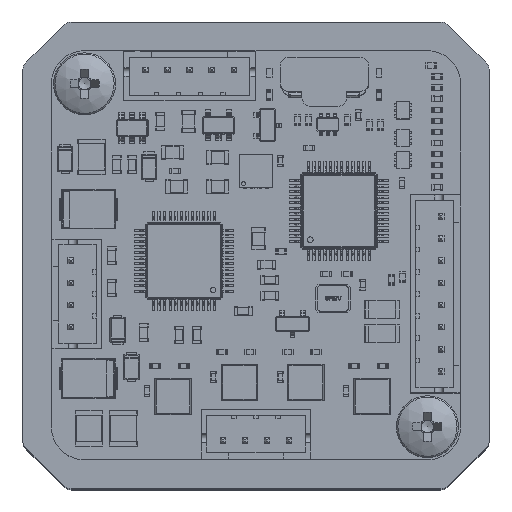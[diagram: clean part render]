
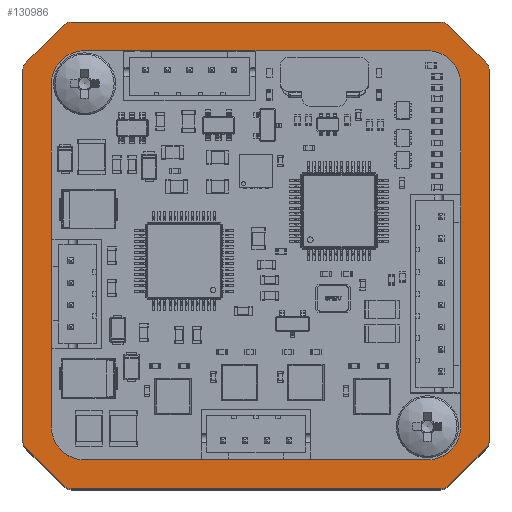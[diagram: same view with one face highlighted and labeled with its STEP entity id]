
A CAD part, top view. The second image highlights one B-rep face of the part: STEP entity #130986.
In plain terms, the highlighted planar face has unit normal (0, 0, 1).
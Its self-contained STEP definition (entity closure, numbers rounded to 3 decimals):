
#270=FACE_BOUND('',#45277,.T.);
#271=FACE_BOUND('',#45278,.T.);
#272=FACE_BOUND('',#45279,.T.);
#273=FACE_BOUND('',#45280,.T.);
#274=FACE_BOUND('',#45281,.T.);
#1065=PLANE('',#138025);
#5876=LINE('',#186914,#21122);
#5879=LINE('',#186922,#21125);
#5881=LINE('',#186929,#21127);
#5884=LINE('',#186937,#21130);
#5887=LINE('',#186945,#21133);
#5891=LINE('',#186954,#21137);
#5894=LINE('',#186962,#21140);
#5897=LINE('',#186970,#21143);
#21122=VECTOR('',#149429,1000.);
#21125=VECTOR('',#149438,1000.);
#21127=VECTOR('',#149446,1000.);
#21130=VECTOR('',#149455,1000.);
#21133=VECTOR('',#149464,1000.);
#21137=VECTOR('',#149474,1000.);
#21140=VECTOR('',#149483,1000.);
#21143=VECTOR('',#149492,1000.);
#38423=FACE_OUTER_BOUND('',#45276,.T.);
#45276=EDGE_LOOP('',(#89937,#89938,#89939,#89940,#89941,#89942,#89943,#89944,
#89945,#89946,#89947,#89948,#89949,#89950,#89951,#89952));
#45277=EDGE_LOOP('',(#89953,#89954));
#45278=EDGE_LOOP('',(#89955,#89956));
#45279=EDGE_LOOP('',(#89957,#89958));
#45280=EDGE_LOOP('',(#89959,#89960));
#45281=EDGE_LOOP('',(#89961,#89962));
#52840=CIRCLE('',#137846,2.);
#52841=CIRCLE('',#137847,2.);
#52848=CIRCLE('',#137856,2.);
#52849=CIRCLE('',#137857,2.);
#52852=CIRCLE('',#137861,4.);
#52853=CIRCLE('',#137862,4.);
#52854=CIRCLE('',#137864,2.);
#52855=CIRCLE('',#137865,2.);
#52856=CIRCLE('',#137867,2.);
#52857=CIRCLE('',#137868,2.);
#52934=CIRCLE('',#138001,1.);
#52935=CIRCLE('',#138004,1.);
#52936=CIRCLE('',#138007,1.);
#52937=CIRCLE('',#138010,1.);
#52938=CIRCLE('',#138013,1.);
#52939=CIRCLE('',#138016,1.);
#52940=CIRCLE('',#138019,1.);
#52941=CIRCLE('',#138022,1.);
#57035=VERTEX_POINT('',#186514);
#57036=VERTEX_POINT('',#186516);
#57043=VERTEX_POINT('',#186534);
#57044=VERTEX_POINT('',#186536);
#57047=VERTEX_POINT('',#186544);
#57048=VERTEX_POINT('',#186546);
#57049=VERTEX_POINT('',#186550);
#57050=VERTEX_POINT('',#186552);
#57051=VERTEX_POINT('',#186556);
#57052=VERTEX_POINT('',#186558);
#57176=VERTEX_POINT('',#186910);
#57177=VERTEX_POINT('',#186912);
#57178=VERTEX_POINT('',#186916);
#57179=VERTEX_POINT('',#186920);
#57180=VERTEX_POINT('',#186924);
#57181=VERTEX_POINT('',#186928);
#57182=VERTEX_POINT('',#186932);
#57183=VERTEX_POINT('',#186936);
#57184=VERTEX_POINT('',#186940);
#57185=VERTEX_POINT('',#186944);
#57186=VERTEX_POINT('',#186948);
#57187=VERTEX_POINT('',#186952);
#57188=VERTEX_POINT('',#186956);
#57189=VERTEX_POINT('',#186960);
#57190=VERTEX_POINT('',#186964);
#57191=VERTEX_POINT('',#186968);
#69876=EDGE_CURVE('',#57035,#57036,#52840,.T.);
#69877=EDGE_CURVE('',#57036,#57035,#52841,.T.);
#69886=EDGE_CURVE('',#57043,#57044,#52848,.T.);
#69887=EDGE_CURVE('',#57044,#57043,#52849,.T.);
#69891=EDGE_CURVE('',#57047,#57048,#52852,.T.);
#69892=EDGE_CURVE('',#57048,#57047,#52853,.T.);
#69894=EDGE_CURVE('',#57049,#57050,#52854,.T.);
#69895=EDGE_CURVE('',#57050,#57049,#52855,.T.);
#69897=EDGE_CURVE('',#57051,#57052,#52856,.T.);
#69898=EDGE_CURVE('',#57052,#57051,#52857,.T.);
#70068=EDGE_CURVE('',#57177,#57176,#5876,.T.);
#70069=EDGE_CURVE('',#57176,#57178,#52934,.T.);
#70072=EDGE_CURVE('',#57178,#57179,#5879,.T.);
#70073=EDGE_CURVE('',#57179,#57180,#52935,.T.);
#70075=EDGE_CURVE('',#57180,#57181,#5881,.T.);
#70077=EDGE_CURVE('',#57181,#57182,#52936,.T.);
#70079=EDGE_CURVE('',#57182,#57183,#5884,.T.);
#70081=EDGE_CURVE('',#57183,#57184,#52937,.T.);
#70083=EDGE_CURVE('',#57184,#57185,#5887,.T.);
#70085=EDGE_CURVE('',#57185,#57186,#52938,.T.);
#70088=EDGE_CURVE('',#57186,#57187,#5891,.T.);
#70089=EDGE_CURVE('',#57187,#57188,#52939,.T.);
#70092=EDGE_CURVE('',#57188,#57189,#5894,.T.);
#70093=EDGE_CURVE('',#57189,#57190,#52940,.T.);
#70096=EDGE_CURVE('',#57190,#57191,#5897,.T.);
#70097=EDGE_CURVE('',#57191,#57177,#52941,.T.);
#89937=ORIENTED_EDGE('',*,*,#70073,.F.);
#89938=ORIENTED_EDGE('',*,*,#70072,.F.);
#89939=ORIENTED_EDGE('',*,*,#70069,.F.);
#89940=ORIENTED_EDGE('',*,*,#70068,.F.);
#89941=ORIENTED_EDGE('',*,*,#70097,.F.);
#89942=ORIENTED_EDGE('',*,*,#70096,.F.);
#89943=ORIENTED_EDGE('',*,*,#70093,.F.);
#89944=ORIENTED_EDGE('',*,*,#70092,.F.);
#89945=ORIENTED_EDGE('',*,*,#70089,.F.);
#89946=ORIENTED_EDGE('',*,*,#70088,.F.);
#89947=ORIENTED_EDGE('',*,*,#70085,.F.);
#89948=ORIENTED_EDGE('',*,*,#70083,.F.);
#89949=ORIENTED_EDGE('',*,*,#70081,.F.);
#89950=ORIENTED_EDGE('',*,*,#70079,.F.);
#89951=ORIENTED_EDGE('',*,*,#70077,.F.);
#89952=ORIENTED_EDGE('',*,*,#70075,.F.);
#89953=ORIENTED_EDGE('',*,*,#69892,.F.);
#89954=ORIENTED_EDGE('',*,*,#69891,.F.);
#89955=ORIENTED_EDGE('',*,*,#69895,.F.);
#89956=ORIENTED_EDGE('',*,*,#69894,.F.);
#89957=ORIENTED_EDGE('',*,*,#69877,.F.);
#89958=ORIENTED_EDGE('',*,*,#69876,.F.);
#89959=ORIENTED_EDGE('',*,*,#69887,.F.);
#89960=ORIENTED_EDGE('',*,*,#69886,.F.);
#89961=ORIENTED_EDGE('',*,*,#69898,.F.);
#89962=ORIENTED_EDGE('',*,*,#69897,.F.);
#130986=ADVANCED_FACE('',(#38423,#270,#271,#272,#273,#274),#1065,.F.);
#137846=AXIS2_PLACEMENT_3D('',#186517,#149025,#149026);
#137847=AXIS2_PLACEMENT_3D('',#186518,#149027,#149028);
#137856=AXIS2_PLACEMENT_3D('',#186537,#149047,#149048);
#137857=AXIS2_PLACEMENT_3D('',#186538,#149049,#149050);
#137861=AXIS2_PLACEMENT_3D('',#186547,#149058,#149059);
#137862=AXIS2_PLACEMENT_3D('',#186548,#149060,#149061);
#137864=AXIS2_PLACEMENT_3D('',#186553,#149065,#149066);
#137865=AXIS2_PLACEMENT_3D('',#186554,#149067,#149068);
#137867=AXIS2_PLACEMENT_3D('',#186559,#149072,#149073);
#137868=AXIS2_PLACEMENT_3D('',#186560,#149074,#149075);
#138001=AXIS2_PLACEMENT_3D('',#186917,#149432,#149433);
#138004=AXIS2_PLACEMENT_3D('',#186925,#149441,#149442);
#138007=AXIS2_PLACEMENT_3D('',#186933,#149450,#149451);
#138010=AXIS2_PLACEMENT_3D('',#186941,#149459,#149460);
#138013=AXIS2_PLACEMENT_3D('',#186949,#149468,#149469);
#138016=AXIS2_PLACEMENT_3D('',#186957,#149477,#149478);
#138019=AXIS2_PLACEMENT_3D('',#186965,#149486,#149487);
#138022=AXIS2_PLACEMENT_3D('',#186972,#149495,#149496);
#138025=AXIS2_PLACEMENT_3D('',#186975,#149501,#149502);
#149025=DIRECTION('center_axis',(0.,0.,1.));
#149026=DIRECTION('ref_axis',(1.,0.,0.));
#149027=DIRECTION('center_axis',(0.,0.,1.));
#149028=DIRECTION('ref_axis',(1.,0.,0.));
#149047=DIRECTION('center_axis',(0.,0.,1.));
#149048=DIRECTION('ref_axis',(1.,0.,0.));
#149049=DIRECTION('center_axis',(0.,0.,1.));
#149050=DIRECTION('ref_axis',(1.,0.,0.));
#149058=DIRECTION('center_axis',(0.,0.,1.));
#149059=DIRECTION('ref_axis',(1.,0.,0.));
#149060=DIRECTION('center_axis',(0.,0.,1.));
#149061=DIRECTION('ref_axis',(1.,0.,0.));
#149065=DIRECTION('center_axis',(0.,0.,1.));
#149066=DIRECTION('ref_axis',(1.,0.,0.));
#149067=DIRECTION('center_axis',(0.,0.,1.));
#149068=DIRECTION('ref_axis',(1.,0.,0.));
#149072=DIRECTION('center_axis',(0.,0.,1.));
#149073=DIRECTION('ref_axis',(1.,0.,0.));
#149074=DIRECTION('center_axis',(0.,0.,1.));
#149075=DIRECTION('ref_axis',(1.,0.,0.));
#149429=DIRECTION('',(-0.707,-0.707,0.));
#149432=DIRECTION('center_axis',(0.,0.,-1.));
#149433=DIRECTION('ref_axis',(-1.,0.,0.));
#149438=DIRECTION('',(-1.,0.,0.));
#149441=DIRECTION('center_axis',(0.,0.,-1.));
#149442=DIRECTION('ref_axis',(-1.,0.,0.));
#149446=DIRECTION('',(-0.707,0.707,0.));
#149450=DIRECTION('center_axis',(0.,0.,-1.));
#149451=DIRECTION('ref_axis',(-1.,0.,0.));
#149455=DIRECTION('',(0.,1.,0.));
#149459=DIRECTION('center_axis',(0.,0.,-1.));
#149460=DIRECTION('ref_axis',(-1.,0.,0.));
#149464=DIRECTION('',(0.707,0.707,0.));
#149468=DIRECTION('center_axis',(0.,0.,-1.));
#149469=DIRECTION('ref_axis',(-1.,0.,0.));
#149474=DIRECTION('',(1.,0.,0.));
#149477=DIRECTION('center_axis',(0.,0.,-1.));
#149478=DIRECTION('ref_axis',(-1.,0.,0.));
#149483=DIRECTION('',(0.707,-0.707,0.));
#149486=DIRECTION('center_axis',(0.,0.,-1.));
#149487=DIRECTION('ref_axis',(-1.,0.,0.));
#149492=DIRECTION('',(0.,-1.,0.));
#149495=DIRECTION('center_axis',(0.,0.,-1.));
#149496=DIRECTION('ref_axis',(-1.,0.,0.));
#149501=DIRECTION('center_axis',(0.,0.,-1.));
#149502=DIRECTION('ref_axis',(-1.,0.,0.));
#186514=CARTESIAN_POINT('',(-17.5,15.5,8.));
#186516=CARTESIAN_POINT('',(-13.5,15.5,8.));
#186517=CARTESIAN_POINT('Origin',(-15.5,15.5,8.));
#186518=CARTESIAN_POINT('Origin',(-15.5,15.5,8.));
#186534=CARTESIAN_POINT('',(13.5,-15.5,8.));
#186536=CARTESIAN_POINT('',(17.5,-15.5,8.));
#186537=CARTESIAN_POINT('Origin',(15.5,-15.5,8.));
#186538=CARTESIAN_POINT('Origin',(15.5,-15.5,8.));
#186544=CARTESIAN_POINT('',(-4.,0.,8.));
#186546=CARTESIAN_POINT('',(4.,0.,8.));
#186547=CARTESIAN_POINT('Origin',(0.,0.,8.));
#186548=CARTESIAN_POINT('Origin',(0.,0.,8.));
#186550=CARTESIAN_POINT('',(-17.5,-15.5,8.));
#186552=CARTESIAN_POINT('',(-13.5,-15.5,8.));
#186553=CARTESIAN_POINT('Origin',(-15.5,-15.5,8.));
#186554=CARTESIAN_POINT('Origin',(-15.5,-15.5,8.));
#186556=CARTESIAN_POINT('',(13.5,15.5,8.));
#186558=CARTESIAN_POINT('',(17.5,15.5,8.));
#186559=CARTESIAN_POINT('Origin',(15.5,15.5,8.));
#186560=CARTESIAN_POINT('Origin',(15.5,15.5,8.));
#186910=CARTESIAN_POINT('',(17.393,-20.807,8.));
#186912=CARTESIAN_POINT('',(20.807,-17.393,8.));
#186914=CARTESIAN_POINT('',(20.807,-17.393,8.));
#186916=CARTESIAN_POINT('',(16.686,-21.1,8.));
#186917=CARTESIAN_POINT('Origin',(16.686,-20.1,8.));
#186920=CARTESIAN_POINT('',(-16.686,-21.1,8.));
#186922=CARTESIAN_POINT('',(-38.2,-21.1,8.));
#186924=CARTESIAN_POINT('',(-17.393,-20.807,8.));
#186925=CARTESIAN_POINT('Origin',(-16.686,-20.1,8.));
#186928=CARTESIAN_POINT('',(-20.807,-17.393,8.));
#186929=CARTESIAN_POINT('',(-17.393,-20.807,8.));
#186932=CARTESIAN_POINT('',(-21.1,-16.686,8.));
#186933=CARTESIAN_POINT('Origin',(-20.1,-16.686,8.));
#186936=CARTESIAN_POINT('',(-21.1,16.686,8.));
#186937=CARTESIAN_POINT('',(-21.1,0.,8.));
#186940=CARTESIAN_POINT('',(-20.807,17.393,8.));
#186941=CARTESIAN_POINT('Origin',(-20.1,16.686,8.));
#186944=CARTESIAN_POINT('',(-17.393,20.807,8.));
#186945=CARTESIAN_POINT('',(-20.807,17.393,8.));
#186948=CARTESIAN_POINT('',(-16.686,21.1,8.));
#186949=CARTESIAN_POINT('Origin',(-16.686,20.1,8.));
#186952=CARTESIAN_POINT('',(16.686,21.1,8.));
#186954=CARTESIAN_POINT('',(-38.2,21.1,8.));
#186956=CARTESIAN_POINT('',(17.393,20.807,8.));
#186957=CARTESIAN_POINT('Origin',(16.686,20.1,8.));
#186960=CARTESIAN_POINT('',(20.807,17.393,8.));
#186962=CARTESIAN_POINT('',(17.393,20.807,8.));
#186964=CARTESIAN_POINT('',(21.1,16.686,8.));
#186965=CARTESIAN_POINT('Origin',(20.1,16.686,8.));
#186968=CARTESIAN_POINT('',(21.1,-16.686,8.));
#186970=CARTESIAN_POINT('',(21.1,0.,8.));
#186972=CARTESIAN_POINT('Origin',(20.1,-16.686,8.));
#186975=CARTESIAN_POINT('Origin',(-38.2,0.,8.));
